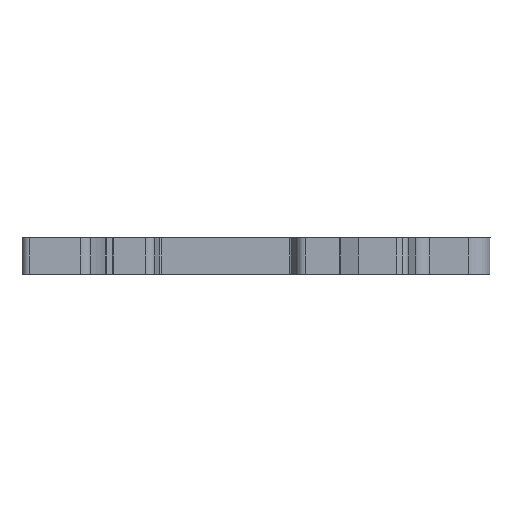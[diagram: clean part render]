
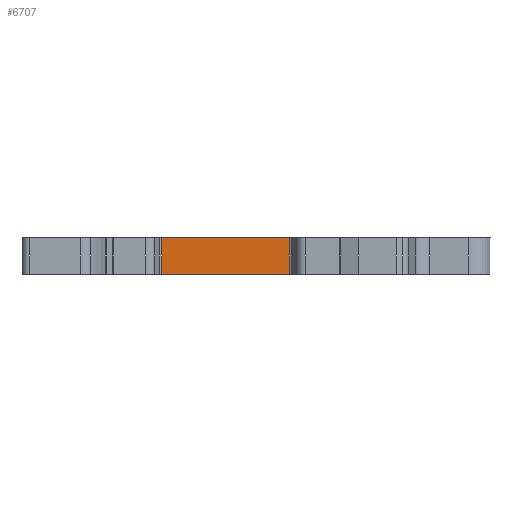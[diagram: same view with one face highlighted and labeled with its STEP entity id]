
A CAD part, front view. The second image highlights one B-rep face of the part: STEP entity #6707.
In plain terms, the highlighted planar face has unit normal (0, -1, 0).
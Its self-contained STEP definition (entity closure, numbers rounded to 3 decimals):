
#518 = ORIENTED_EDGE ( 'NONE', *, *, #6907, .F. ) ;
#1035 = DIRECTION ( 'NONE',  ( 1., 0., 0. ) ) ;
#1206 = EDGE_CURVE ( 'NONE', #8413, #5227, #15417, .T. ) ;
#1518 = DIRECTION ( 'NONE',  ( -1., 0., 0. ) ) ;
#1528 = CARTESIAN_POINT ( 'NONE',  ( 192.208, 134.025, 5. ) ) ;
#1624 = FACE_OUTER_BOUND ( 'NONE', #16733, .T. ) ;
#2215 = ORIENTED_EDGE ( 'NONE', *, *, #1206, .F. ) ;
#2763 = CARTESIAN_POINT ( 'NONE',  ( 192.208, 134.025, 0. ) ) ;
#2790 = LINE ( 'NONE', #14542, #13539 ) ;
#2851 = CARTESIAN_POINT ( 'NONE',  ( 211.986, 134.025, 0. ) ) ;
#2914 = DIRECTION ( 'NONE',  ( 0., 1., 0. ) ) ;
#3312 = CARTESIAN_POINT ( 'NONE',  ( 192.208, 134.025, 5. ) ) ;
#3882 = ORIENTED_EDGE ( 'NONE', *, *, #13330, .F. ) ;
#4941 = DIRECTION ( 'NONE',  ( 0., 0., 1. ) ) ;
#5227 = VERTEX_POINT ( 'NONE', #8838 ) ;
#5566 = EDGE_CURVE ( 'NONE', #5227, #12149, #11577, .T. ) ;
#6707 = ADVANCED_FACE ( 'NONE', ( #1624 ), #6957, .F. ) ;
#6751 = DIRECTION ( 'NONE',  ( 0., 0., -1. ) ) ;
#6907 = EDGE_CURVE ( 'NONE', #12149, #12047, #12622, .T. ) ;
#6957 = PLANE ( 'NONE',  #15740 ) ;
#7689 = CARTESIAN_POINT ( 'NONE',  ( 209.7, 134.025, 5. ) ) ;
#8036 = VECTOR ( 'NONE', #1518, 1000. ) ;
#8240 = ORIENTED_EDGE ( 'NONE', *, *, #5566, .F. ) ;
#8413 = VERTEX_POINT ( 'NONE', #8968 ) ;
#8838 = CARTESIAN_POINT ( 'NONE',  ( 209.7, 134.025, 0. ) ) ;
#8968 = CARTESIAN_POINT ( 'NONE',  ( 209.7, 134.025, 5. ) ) ;
#11577 = LINE ( 'NONE', #2851, #8036 ) ;
#12046 = CARTESIAN_POINT ( 'NONE',  ( 192.208, 134.025, 5. ) ) ;
#12047 = VERTEX_POINT ( 'NONE', #12046 ) ;
#12149 = VERTEX_POINT ( 'NONE', #2763 ) ;
#12206 = VECTOR ( 'NONE', #4941, 1000. ) ;
#12348 = DIRECTION ( 'NONE',  ( -1., 0., 0. ) ) ;
#12622 = LINE ( 'NONE', #3312, #12206 ) ;
#12730 = VECTOR ( 'NONE', #6751, 1000. ) ;
#13330 = EDGE_CURVE ( 'NONE', #12047, #8413, #2790, .T. ) ;
#13539 = VECTOR ( 'NONE', #1035, 1000. ) ;
#14542 = CARTESIAN_POINT ( 'NONE',  ( 211.986, 134.025, 5. ) ) ;
#15417 = LINE ( 'NONE', #7689, #12730 ) ;
#15740 = AXIS2_PLACEMENT_3D ( 'NONE', #1528, #2914, #12348 ) ;
#16733 = EDGE_LOOP ( 'NONE', ( #2215, #3882, #518, #8240 ) ) ;
